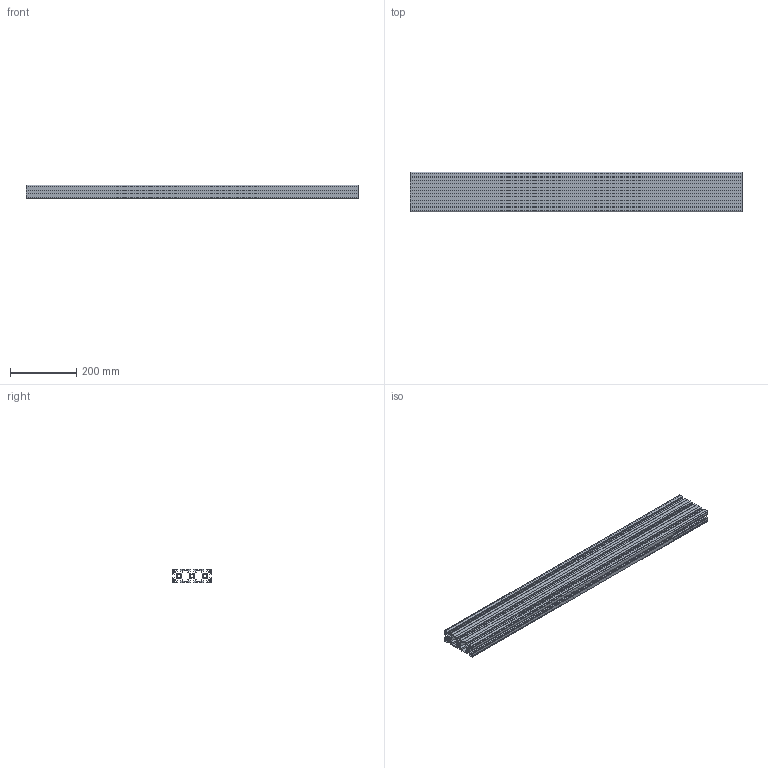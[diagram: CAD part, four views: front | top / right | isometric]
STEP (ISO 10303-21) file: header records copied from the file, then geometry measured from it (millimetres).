
FILE_DESCRIPTION (( 'STEP AP214' ), '1' );
FILE_NAME ('3_842_993_139_1000-Bosch.step', '2020-07-02T12:17:13', ( '' ), ( '' ), 'SwSTEP 2.0', 'SolidWorks 2010', '' );
FILE_SCHEMA (( 'AUTOMOTIVE_DESIGN' ));
Length unit declared in the file: millimetre
Products named in the file (1): 3_842_993_139_1000-Bosch
Bounding box: 1000 x 120 x 40 mm (x, y, z)
Volume: 1543245.9 mm3; surface area: 1147456.8 mm2
Topology: 1 solids, 1 shells, 270 faces, 804 edges, 536 vertices
Faces by surface type: plane 246, cylinder 24
Entity records: 8986 total; most frequent: CARTESIAN_POINT 1611, ORIENTED_EDGE 1608, DIRECTION 1394, EDGE_CURVE 804, VECTOR 756, LINE 756, VERTEX_POINT 536, AXIS2_PLACEMENT_3D 319
